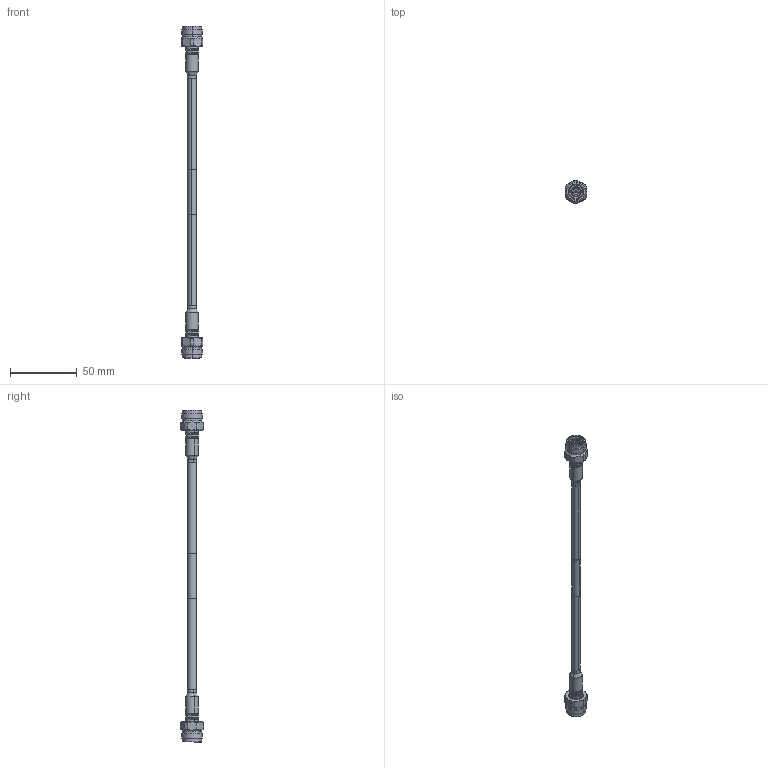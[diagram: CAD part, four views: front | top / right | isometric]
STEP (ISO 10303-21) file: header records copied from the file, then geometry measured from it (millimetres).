
FILE_DESCRIPTION (( 'STEP AP214' ), '1' );
FILE_NAME ('FMC00065_3D.step', '2023-05-10T07:47:37', ( '' ), ( '' ), 'SwSTEP 2.0', 'SolidWorks 2022', '' );
FILE_SCHEMA (( 'AUTOMOTIVE_DESIGN' ));
Length unit declared in the file: inch
Products named in the file (6): EZ-240-TM-X; LMR-240-UF-FM_WITH LABEL; FMC00065_3D; EZ-240-TM-X_ferrule; EZ-240-TM-X_body; Copy of HeatShrink_EZ-240-TM-X^FMC00065
Assembly tree (7 placements, depth 3):
  FMC00065_3D
    EZ-240-TM-X  x2
      EZ-240-TM-X_body
      EZ-240-TM-X_ferrule
    LMR-240-UF-FM_WITH LABEL
    Copy of HeatShrink_EZ-240-TM-X^FMC00065  x2
Bounding box: 15.88 x 17.21 x 248.27 mm (x, y, z)
Volume: 15030 mm3; surface area: 11262.4 mm2
Topology: 7 solids, 7 shells, 308 faces, 642 edges, 372 vertices
Faces by surface type: cone 142, cylinder 112, plane 50, torus 4
Entity records: 4610 total; most frequent: DIRECTION 828, CARTESIAN_POINT 826, ORIENTED_EDGE 660, AXIS2_PLACEMENT_3D 346, EDGE_CURVE 330, VERTEX_POINT 192, CIRCLE 176, EDGE_LOOP 174
